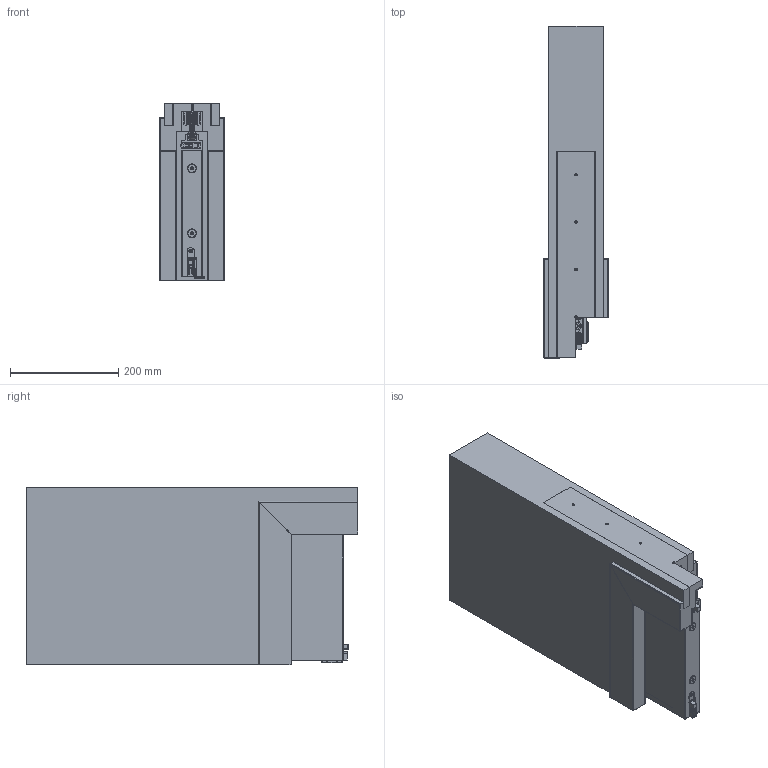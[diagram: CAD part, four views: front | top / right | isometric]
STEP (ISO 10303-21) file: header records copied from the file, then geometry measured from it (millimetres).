
FILE_DESCRIPTION(/* description */ ('Unknown'),/* implementation_level */ '2;1');
FILE_NAME(/* name */ '1-839_VHH-M12Set_3D',/* time_stamp */ '2021-06-09T11:15:17+02:00',/* author */ ('Unknown'),/* organization */ ('Unknown'),/* preprocessor_version */ 'ST-DEVELOPER v16.7',/* originating_system */ 'Solid Edge',/* authorisation */ 'Unknown');
FILE_SCHEMA (('AUTOMOTIVE_DESIGN {1 0 10303 214 3 1 1}'));
Products named in the file (60): VHH; 28449_40er_Holz-Schiebetür; 28360_Holz-Schiebetür_kpl._oa_0; 28276_44er_Holz-Schiebe-Türblatt_kpl._oa_1; 28277_Hartfaserplatten-Füllung_oa_2; 28284_Holzrahmen_horizontal_oa_3; 28278_Vinyl-Schicht_oa_4; 28388_Holzrahmen_vertikal_oa_5; 28388_Holzrahmen_vertikal_oa_6; 28312_Kopffläche_f._Holzschiebetür_oa_7; 28381_Bodendichtung; 28383_Aussenprofil; 28384_Innenprofil; 27508_Dichtprofil; AW_065; 21890_Befestigungsschraube; AN_189; AJ_263; 27566_Etikett_3D__Athmer__f黵_3D; 26541_Etikett_Athmer_klein_kurz; 31110_Athmer_Logo__ab_2021_; 27567_Text__Schall-Ex_Slide_M-12_SLA; 3mm Schraube x 19; AN_222; AO_122; AJ_262; 26481_ABC-Spax_Senkkopf_-Z__5_0_x_60; AW_108; 28289_T黵aufh鋘gung_HS-T黵; 28288_Schiebetür-Halteschiene; 28293_VHH_M-12_Set_Rollenwagen_kpl.; 28295_Flachkopfschraube_mit_SW_6; 28301_Kugellager_SKF_71800_ACD_P4; 28302_Innenring_Kugellager; 28303_Außenring_Kugellager; 28304_Kugel_Kugellager; 28306_KU-Rolle; DIN936_M8; M_8; 28296_KU-Gehäuse ...
Assembly tree (86 placements, depth 6):
  VHH
    28449_40er_Holz-Schiebetür
      28360_Holz-Schiebetür_kpl._oa_0
        28276_44er_Holz-Schiebe-Türblatt_kpl._oa_1
          28277_Hartfaserplatten-Füllung_oa_2
          28284_Holzrahmen_horizontal_oa_3
          28278_Vinyl-Schicht_oa_4
          28388_Holzrahmen_vertikal_oa_5
          28388_Holzrahmen_vertikal_oa_6
          28312_Kopffläche_f._Holzschiebetür_oa_7
      28381_Bodendichtung
        28383_Aussenprofil
        28384_Innenprofil
        27508_Dichtprofil
        AW_065  x2
        21890_Befestigungsschraube  x2
        AN_189
          AJ_263
        27566_Etikett_3D__Athmer__f黵_3D
          26541_Etikett_Athmer_klein_kurz
          31110_Athmer_Logo__ab_2021_
          27567_Text__Schall-Ex_Slide_M-12_SLA
      3mm Schraube x 19  x2
      AN_222  x2
        AO_122
        AJ_262
      26481_ABC-Spax_Senkkopf_-Z__5_0_x_60  x2
      AW_108
      28289_T黵aufh鋘gung_HS-T黵
        28288_Schiebetür-Halteschiene
        28293_VHH_M-12_Set_Rollenwagen_kpl.  x2
          28295_Flachkopfschraube_mit_SW_6
          28301_Kugellager_SKF_71800_ACD_P4
            28302_Innenring_Kugellager
            28303_Außenring_Kugellager
            28304_Kugel_Kugellager  x12
          28306_KU-Rolle
          DIN936_M8
          M_8
          28296_KU-Gehäuse
        Spax_45x60  x3
        Gewindestift ISO 27434 - M4 x 6  x2
      28528_Dichtband
      28385_Bodendichtung
        AP_390_oa_8
        AP_391
        27508_Dichtprofil
        AN_189
          AJ_263
        27566_Etikett_3D__Athmer__f黵_3D
          26541_Etikett_Athmer_klein_kurz
          31110_Athmer_Logo__ab_2021_
          27567_Text__Schall-Ex_Slide_M-12_SLA
      28529_Ausgleichsdichtung_Silde_5_oa_9
    28315_Holzzarge-ZD_Slide-umlaufend_kpl._oa_10
      28326_Holzzarge-Schiebetür-oben_kpl._oa_14
        28327_Holz-Zarge_f._Schiebetür_oa_15
        28328_Vinyl-Schicht_f._Schiebetür-Zarge_oa_16
      28330_VHH_M-12_Set_C-Schiene_oa_17
      28318_100er_Außenwand-umlaufend_oa_18
Bounding box: 120 x 613 x 328.33 mm (x, y, z)
Volume: 13821713.3 mm3; surface area: 1783498.2 mm2
Topology: 177 solids, 177 shells, 3248 faces, 8131 edges, 5160 vertices
Faces by surface type: plane 1692, cylinder 870, bspline 240, torus 215, cone 135, sphere 96
Full cylindrical faces by diameter (mm): 1.003 x2, 3 x61, 3.141 x2, 3.242 x2, 3.5 x2, 4.2 x2, 4.5 x3, 5 x3, 5.03 x2, 6 x4, 6.132 x2, 6.647 x4, 8 x56, 8.4 x2, 8.5 x4, 9 x7, 10 x11, 10.6 x2, 11.2 x8, 13.1 x8, 14 x2, 15.8 x4, 16 x4, 16.1 x4, 16.2 x4, 18 x8, 19 x4, 22 x8
Entity records: 69681 total; most frequent: CARTESIAN_POINT 23370, ORIENTED_EDGE 9136, DIRECTION 9125, EDGE_CURVE 4568, LINE 3147, VECTOR 3147, VERTEX_POINT 3011, AXIS2_PLACEMENT_3D 2989
